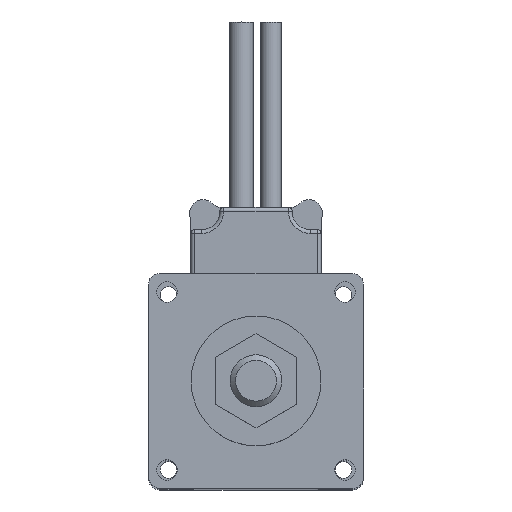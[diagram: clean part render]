
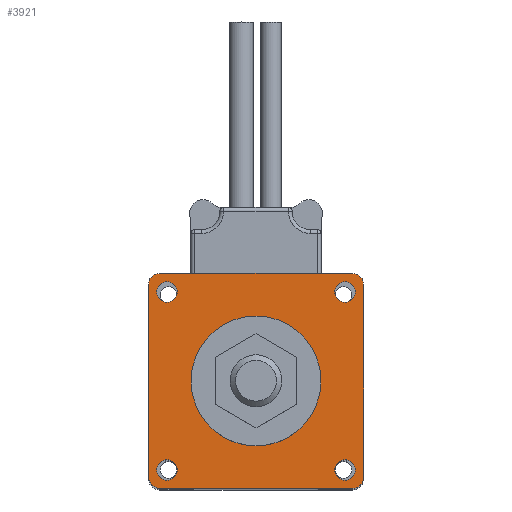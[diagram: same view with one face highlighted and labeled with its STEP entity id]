
A CAD part, top view. The second image highlights one B-rep face of the part: STEP entity #3921.
In plain terms, the highlighted planar face has unit normal (0, 0, 1).
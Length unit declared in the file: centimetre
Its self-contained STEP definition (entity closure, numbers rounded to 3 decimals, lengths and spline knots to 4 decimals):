
#572=VECTOR('',#5307,1.);
#573=VECTOR('',#5308,1.);
#574=VECTOR('',#5309,1.);
#575=VECTOR('',#5310,1.);
#856=LINE('',#6396,#572);
#857=LINE('',#6397,#573);
#858=LINE('',#6398,#574);
#859=LINE('',#6399,#575);
#974=PLANE('',#4337);
#1248=VERTEX_POINT('',#6288);
#1285=VERTEX_POINT('',#6361);
#1286=VERTEX_POINT('',#6364);
#1287=VERTEX_POINT('',#6367);
#1288=VERTEX_POINT('',#6370);
#1289=VERTEX_POINT('',#6373);
#1290=VERTEX_POINT('',#6374);
#1291=VERTEX_POINT('',#6379);
#1292=VERTEX_POINT('',#6380);
#1293=VERTEX_POINT('',#6385);
#1294=VERTEX_POINT('',#6386);
#1295=VERTEX_POINT('',#6391);
#1296=VERTEX_POINT('',#6392);
#1521=CIRCLE('',#4298,1.75);
#1542=CIRCLE('',#4322,0.275);
#1543=CIRCLE('',#4324,0.275);
#1544=CIRCLE('',#4326,0.275);
#1545=CIRCLE('',#4328,0.275);
#1546=CIRCLE('',#4330,0.3);
#1547=CIRCLE('',#4332,0.3);
#1548=CIRCLE('',#4334,0.3);
#1549=CIRCLE('',#4336,0.3221);
#1974=EDGE_CURVE('',#1248,#1248,#1521,.T.);
#2011=EDGE_CURVE('',#1285,#1285,#1542,.T.);
#2012=EDGE_CURVE('',#1286,#1286,#1543,.T.);
#2013=EDGE_CURVE('',#1287,#1287,#1544,.T.);
#2014=EDGE_CURVE('',#1288,#1288,#1545,.T.);
#2015=EDGE_CURVE('',#1289,#1290,#1546,.T.);
#2018=EDGE_CURVE('',#1291,#1292,#1547,.T.);
#2021=EDGE_CURVE('',#1293,#1294,#1548,.T.);
#2024=EDGE_CURVE('',#1295,#1296,#1549,.T.);
#2027=EDGE_CURVE('',#1296,#1289,#856,.T.);
#2028=EDGE_CURVE('',#1294,#1295,#857,.T.);
#2029=EDGE_CURVE('',#1292,#1293,#858,.T.);
#2030=EDGE_CURVE('',#1290,#1291,#859,.T.);
#2964=ORIENTED_EDGE('',*,*,#1974,.T.);
#2965=ORIENTED_EDGE('',*,*,#2015,.F.);
#2966=ORIENTED_EDGE('',*,*,#2027,.F.);
#2967=ORIENTED_EDGE('',*,*,#2024,.F.);
#2968=ORIENTED_EDGE('',*,*,#2028,.F.);
#2969=ORIENTED_EDGE('',*,*,#2021,.F.);
#2970=ORIENTED_EDGE('',*,*,#2029,.F.);
#2971=ORIENTED_EDGE('',*,*,#2018,.F.);
#2972=ORIENTED_EDGE('',*,*,#2030,.F.);
#2973=ORIENTED_EDGE('',*,*,#2014,.F.);
#2974=ORIENTED_EDGE('',*,*,#2013,.F.);
#2975=ORIENTED_EDGE('',*,*,#2012,.F.);
#2976=ORIENTED_EDGE('',*,*,#2011,.F.);
#3403=EDGE_LOOP('',(#2964));
#3404=EDGE_LOOP('',(#2965,#2966,#2967,#2968,#2969,#2970,#2971,#2972));
#3405=EDGE_LOOP('',(#2973));
#3406=EDGE_LOOP('',(#2974));
#3407=EDGE_LOOP('',(#2975));
#3408=EDGE_LOOP('',(#2976));
#3684=FACE_BOUND('',#3403,.T.);
#3685=FACE_BOUND('',#3404,.T.);
#3686=FACE_BOUND('',#3405,.T.);
#3687=FACE_BOUND('',#3406,.T.);
#3688=FACE_BOUND('',#3407,.T.);
#3689=FACE_BOUND('',#3408,.T.);
#3921=ADVANCED_FACE('',(#3684,#3685,#3686,#3687,#3688,#3689),#974,.T.);
#4298=AXIS2_PLACEMENT_3D('',#6287,#5210,#5211);
#4322=AXIS2_PLACEMENT_3D('',#6360,#5268,#5269);
#4324=AXIS2_PLACEMENT_3D('',#6363,#5272,#5273);
#4326=AXIS2_PLACEMENT_3D('',#6366,#5276,#5277);
#4328=AXIS2_PLACEMENT_3D('',#6369,#5280,#5281);
#4330=AXIS2_PLACEMENT_3D('',#6372,#5284,#5285);
#4332=AXIS2_PLACEMENT_3D('',#6378,#5290,#5291);
#4334=AXIS2_PLACEMENT_3D('',#6384,#5296,#5297);
#4336=AXIS2_PLACEMENT_3D('',#6390,#5302,#5303);
#4337=AXIS2_PLACEMENT_3D('',#6395,#5306,$);
#5210=DIRECTION('',(0.,0.,-1.));
#5211=DIRECTION('',(1.75,0.,0.));
#5268=DIRECTION('',(0.,0.,1.));
#5269=DIRECTION('',(0.275,0.,0.));
#5272=DIRECTION('',(0.,0.,1.));
#5273=DIRECTION('',(0.275,0.,0.));
#5276=DIRECTION('',(0.,0.,1.));
#5277=DIRECTION('',(0.275,0.,0.));
#5280=DIRECTION('',(0.,0.,1.));
#5281=DIRECTION('',(0.275,0.,0.));
#5284=DIRECTION('',(0.,0.,-1.));
#5285=DIRECTION('',(0.3,0.,0.));
#5290=DIRECTION('',(0.,0.,-1.));
#5291=DIRECTION('',(0.3,0.,0.));
#5296=DIRECTION('',(0.,0.,-1.));
#5297=DIRECTION('',(0.3,0.,0.));
#5302=DIRECTION('',(0.,0.,-1.));
#5303=DIRECTION('',(0.322,0.,0.));
#5306=DIRECTION('',(0.,0.,1.));
#5307=DIRECTION('',(0.,1.,0.));
#5308=DIRECTION('',(-1.,0.,0.));
#5309=DIRECTION('',(0.,-1.,0.));
#5310=DIRECTION('',(1.,0.,0.));
#6287=CARTESIAN_POINT('',(0.,0.,22.85));
#6288=CARTESIAN_POINT('',(1.75,0.,22.85));
#6360=CARTESIAN_POINT('',(2.4,-2.4,22.85));
#6361=CARTESIAN_POINT('',(2.675,-2.4,22.85));
#6363=CARTESIAN_POINT('',(2.4,2.4,22.85));
#6364=CARTESIAN_POINT('',(2.675,2.4,22.85));
#6366=CARTESIAN_POINT('',(-2.4,2.4,22.85));
#6367=CARTESIAN_POINT('',(-2.125,2.4,22.85));
#6369=CARTESIAN_POINT('',(-2.4,-2.4,22.85));
#6370=CARTESIAN_POINT('',(-2.125,-2.4,22.85));
#6372=CARTESIAN_POINT('',(-2.6,2.6,22.85));
#6373=CARTESIAN_POINT('',(-2.9,2.6,22.85));
#6374=CARTESIAN_POINT('',(-2.6,2.9,22.85));
#6378=CARTESIAN_POINT('',(2.6,2.6,22.85));
#6379=CARTESIAN_POINT('',(2.6,2.9,22.85));
#6380=CARTESIAN_POINT('',(2.9,2.6,22.85));
#6384=CARTESIAN_POINT('',(2.6,-2.6,22.85));
#6385=CARTESIAN_POINT('',(2.9,-2.6,22.85));
#6386=CARTESIAN_POINT('',(2.6,-2.9,22.85));
#6390=CARTESIAN_POINT('',(-2.5779,-2.5779,22.85));
#6391=CARTESIAN_POINT('',(-2.5779,-2.9,22.85));
#6392=CARTESIAN_POINT('',(-2.9,-2.5779,22.85));
#6395=CARTESIAN_POINT('',(0.0013,0.0013,22.85));
#6396=CARTESIAN_POINT('',(-2.9,2.6,22.85));
#6397=CARTESIAN_POINT('',(-2.5779,-2.9,22.85));
#6398=CARTESIAN_POINT('',(2.9,-2.6,22.85));
#6399=CARTESIAN_POINT('',(2.6,2.9,22.85));
